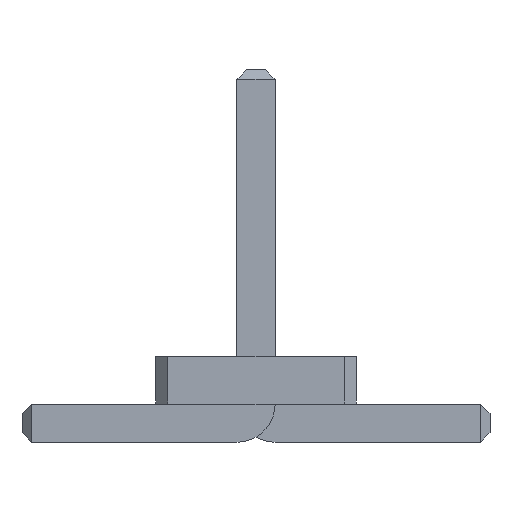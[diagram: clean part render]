
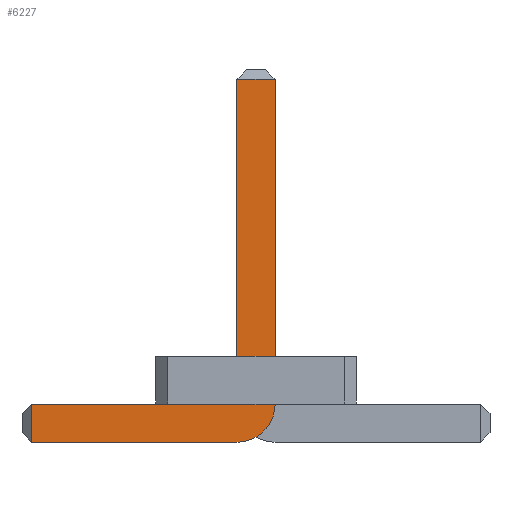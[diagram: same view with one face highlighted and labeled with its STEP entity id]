
A CAD part, front view. The second image highlights one B-rep face of the part: STEP entity #6227.
In plain terms, the highlighted planar face has unit normal (0, -1, 0).
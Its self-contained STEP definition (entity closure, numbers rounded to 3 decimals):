
#56=DIRECTION('',(0.,-1.,0.));
#67=DIRECTION('',(1.,0.,0.));
#1295=VECTOR('',#67,1.);
#1348=DIRECTION('',(-1.,0.,0.));
#2573=VECTOR('',#1348,1.);
#2761=DIRECTION('',(0.,0.,-1.));
#2780=VECTOR('',#2761,1.);
#6055=VECTOR('',#6056,1.);
#6056=DIRECTION('',(0.,0.,1.));
#6078=DIRECTION('',(0.,-1.,0.));
#6079=DIRECTION('',(-1.,0.,0.));
#6086=VERTEX_POINT('',#6087);
#6087=CARTESIAN_POINT('',(-2.35,-13.535,0.));
#6090=ORIENTED_EDGE('',*,*,#6091,.T.);
#6091=EDGE_CURVE('',#6086,#6092,#6094,.T.);
#6092=VERTEX_POINT('',#6093);
#6093=CARTESIAN_POINT('',(-0.2,-13.535,0.));
#6094=LINE('',#6095,#1295);
#6095=CARTESIAN_POINT('',(-2.45,-13.535,0.));
#6128=VERTEX_POINT('',#6129);
#6129=CARTESIAN_POINT('',(0.2,-13.535,0.4));
#6132=EDGE_CURVE('',#6092,#6128,#6133,.T.);
#6133=CIRCLE('',#6134,0.4);
#6134=AXIS2_PLACEMENT_3D('',#6135,#56,#2761);
#6135=CARTESIAN_POINT('',(-0.2,-13.535,0.4));
#6143=VERTEX_POINT('',#6135);
#6145=ORIENTED_EDGE('',*,*,#6146,.T.);
#6146=EDGE_CURVE('',#6143,#6147,#6149,.T.);
#6147=VERTEX_POINT('',#6148);
#6148=CARTESIAN_POINT('',(-2.35,-13.535,0.4));
#6149=LINE('',#6135,#2573);
#6159=ORIENTED_EDGE('',*,*,#6160,.T.);
#6160=EDGE_CURVE('',#6128,#6161,#6163,.T.);
#6161=VERTEX_POINT('',#6162);
#6162=CARTESIAN_POINT('',(0.2,-13.535,3.8));
#6163=LINE('',#6164,#6055);
#6164=CARTESIAN_POINT('',(0.2,-13.535,0.));
#6177=VERTEX_POINT('',#6178);
#6178=CARTESIAN_POINT('',(-0.2,-13.535,3.8));
#6180=ORIENTED_EDGE('',*,*,#6181,.T.);
#6181=EDGE_CURVE('',#6177,#6143,#6182,.T.);
#6182=LINE('',#6183,#2780);
#6183=CARTESIAN_POINT('',(-0.2,-13.535,3.9));
#6227=ADVANCED_FACE('',(#6228),#6237,.T.);
#6228=FACE_BOUND('',#6229,.T.);
#6229=EDGE_LOOP('',(#6090,#6230,#6159,#6231,#6180,#6145,#6234));
#6230=ORIENTED_EDGE('',*,*,#6132,.T.);
#6231=ORIENTED_EDGE('',*,*,#6232,.T.);
#6232=EDGE_CURVE('',#6161,#6177,#6233,.T.);
#6233=LINE('',#6162,#2573);
#6234=ORIENTED_EDGE('',*,*,#6235,.T.);
#6235=EDGE_CURVE('',#6147,#6086,#6236,.T.);
#6236=LINE('',#6148,#2780);
#6237=PLANE('',#6238);
#6238=AXIS2_PLACEMENT_3D('',#6239,#6078,#6079);
#6239=CARTESIAN_POINT('',(-0.524,-13.535,1.349));
